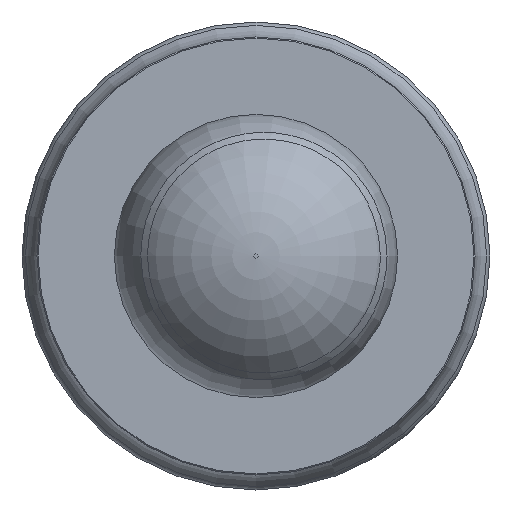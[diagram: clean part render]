
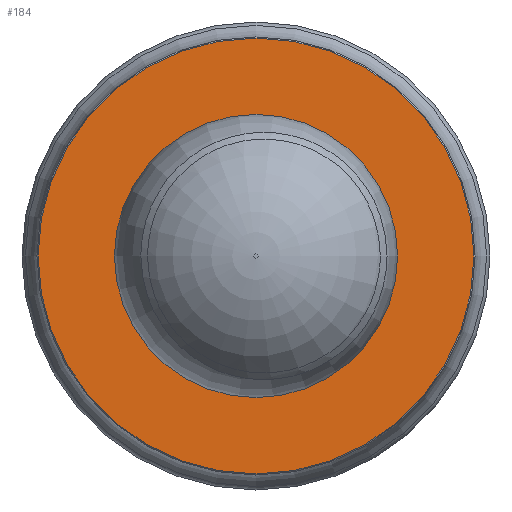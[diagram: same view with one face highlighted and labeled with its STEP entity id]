
A CAD part, left-side view. The second image highlights one B-rep face of the part: STEP entity #184.
In plain terms, the highlighted planar face has unit normal (-1, 0, 0).
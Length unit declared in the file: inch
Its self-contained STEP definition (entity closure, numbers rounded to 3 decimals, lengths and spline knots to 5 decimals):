
#142=EDGE_CURVE('tube[3]',#431,#431,#432,.T.);
#172=EDGE_CURVE('tube[3]',#478,#478,#479,.T.);
#184=ADVANCED_FACE('tube[3]',(#496,#497),#498,.T.);
#431=VERTEX_POINT('',#865);
#432=CIRCLE('',#866,0.1955);
#478=VERTEX_POINT('',#925);
#479=CIRCLE('',#926,0.127);
#496=FACE_BOUND('',#948,.T.);
#497=FACE_OUTER_BOUND('',#949,.T.);
#498=PLANE('',#950);
#865=CARTESIAN_POINT('',(4.84711,7.30633,0.1225));
#866=AXIS2_PLACEMENT_3D('',#1520,#1521,#1522);
#925=CARTESIAN_POINT('',(4.84711,7.23783,0.1225));
#926=AXIS2_PLACEMENT_3D('',#1571,#1572,#1573);
#948=EDGE_LOOP('',(#1590));
#949=EDGE_LOOP('',(#1591));
#950=AXIS2_PLACEMENT_3D('',#1592,#1593,#1594);
#1520=CARTESIAN_POINT('',(4.84711,7.11083,0.1225));
#1521=DIRECTION('',(1.0,0.0,-0.0));
#1522=DIRECTION('',(0.0,-1.0,0.));
#1571=CARTESIAN_POINT('',(4.84711,7.11083,0.1225));
#1572=DIRECTION('',(1.0,0.0,0.0));
#1573=DIRECTION('',(0.0,1.0,0.0));
#1590=ORIENTED_EDGE('',*,*,#172,.T.);
#1591=ORIENTED_EDGE('',*,*,#142,.F.);
#1592=CARTESIAN_POINT('',(4.84711,7.14564,-0.07089));
#1593=DIRECTION('',(-1.0,0.0,0.0));
#1594=DIRECTION('',(0.0,0.0,1.0));
